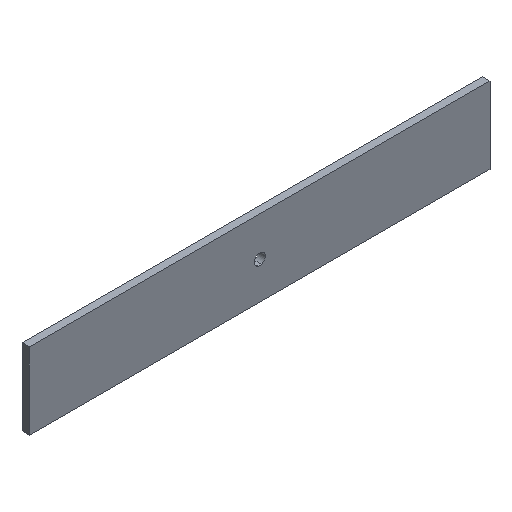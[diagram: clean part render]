
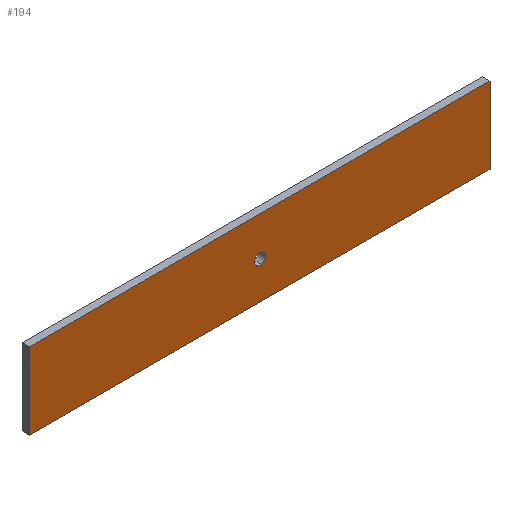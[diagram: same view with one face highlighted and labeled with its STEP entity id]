
A CAD part, isometric view. The second image highlights one B-rep face of the part: STEP entity #194.
In plain terms, the highlighted planar face has unit normal (0, -1, 0).
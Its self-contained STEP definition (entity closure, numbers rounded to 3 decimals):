
#20=FACE_BOUND('',#48,.T.);
#22=CIRCLE('',#213,6.);
#24=CIRCLE('',#217,6.);
#36=FACE_OUTER_BOUND('',#47,.T.);
#47=EDGE_LOOP('',(#169,#170,#171,#172));
#48=EDGE_LOOP('',(#173,#174,#175,#176));
#51=LINE('',#288,#71);
#56=LINE('',#301,#76);
#57=LINE('',#308,#77);
#61=LINE('',#316,#81);
#64=LINE('',#322,#84);
#67=LINE('',#327,#87);
#71=VECTOR('',#233,10.);
#76=VECTOR('',#246,10.);
#77=VECTOR('',#255,10.);
#81=VECTOR('',#261,10.);
#84=VECTOR('',#266,10.);
#87=VECTOR('',#271,10.);
#91=VERTEX_POINT('',#285);
#92=VERTEX_POINT('',#287);
#94=VERTEX_POINT('',#293);
#96=VERTEX_POINT('',#299);
#97=VERTEX_POINT('',#306);
#98=VERTEX_POINT('',#307);
#101=VERTEX_POINT('',#315);
#103=VERTEX_POINT('',#321);
#107=EDGE_CURVE('',#92,#91,#51,.T.);
#111=EDGE_CURVE('',#91,#94,#22,.T.);
#114=EDGE_CURVE('',#94,#96,#56,.T.);
#116=EDGE_CURVE('',#96,#92,#24,.T.);
#117=EDGE_CURVE('',#97,#98,#57,.T.);
#121=EDGE_CURVE('',#101,#97,#61,.T.);
#124=EDGE_CURVE('',#98,#103,#64,.T.);
#127=EDGE_CURVE('',#103,#101,#67,.T.);
#169=ORIENTED_EDGE('',*,*,#127,.T.);
#170=ORIENTED_EDGE('',*,*,#121,.T.);
#171=ORIENTED_EDGE('',*,*,#117,.T.);
#172=ORIENTED_EDGE('',*,*,#124,.T.);
#173=ORIENTED_EDGE('',*,*,#107,.T.);
#174=ORIENTED_EDGE('',*,*,#111,.T.);
#175=ORIENTED_EDGE('',*,*,#114,.T.);
#176=ORIENTED_EDGE('',*,*,#116,.T.);
#184=PLANE('',#223);
#194=ADVANCED_FACE('',(#36,#20),#184,.F.);
#213=AXIS2_PLACEMENT_3D('',#295,#240,#241);
#217=AXIS2_PLACEMENT_3D('',#304,#251,#252);
#223=AXIS2_PLACEMENT_3D('',#330,#275,#276);
#233=DIRECTION('',(1.,0.,0.));
#240=DIRECTION('center_axis',(0.,1.,0.));
#241=DIRECTION('ref_axis',(-1.,0.,0.));
#246=DIRECTION('',(-1.,0.,0.));
#251=DIRECTION('center_axis',(0.,1.,0.));
#252=DIRECTION('ref_axis',(-1.,0.,0.));
#255=DIRECTION('',(0.,0.,1.));
#261=DIRECTION('',(1.,0.,0.));
#266=DIRECTION('',(-1.,0.,0.));
#271=DIRECTION('',(0.,0.,-1.));
#275=DIRECTION('center_axis',(0.,1.,0.));
#276=DIRECTION('ref_axis',(-1.,0.,0.));
#285=CARTESIAN_POINT('',(221.122,223.272,24.201));
#287=CARTESIAN_POINT('',(217.694,223.272,24.201));
#288=CARTESIAN_POINT('',(218.265,223.272,24.201));
#293=CARTESIAN_POINT('',(221.122,223.272,12.701));
#295=CARTESIAN_POINT('Origin',(219.408,223.272,18.451));
#299=CARTESIAN_POINT('',(217.694,223.272,12.701));
#301=CARTESIAN_POINT('',(216.551,223.272,12.701));
#304=CARTESIAN_POINT('Origin',(219.408,223.272,18.451));
#306=CARTESIAN_POINT('',(468.721,223.272,-21.942));
#307=CARTESIAN_POINT('',(468.721,223.272,60.867));
#308=CARTESIAN_POINT('',(468.721,223.272,-21.942));
#315=CARTESIAN_POINT('',(-29.905,223.272,-21.942));
#316=CARTESIAN_POINT('',(-29.905,223.272,-21.942));
#321=CARTESIAN_POINT('',(-29.905,223.272,60.867));
#322=CARTESIAN_POINT('',(468.721,223.272,60.867));
#327=CARTESIAN_POINT('',(-29.905,223.272,60.867));
#330=CARTESIAN_POINT('Origin',(215.408,223.272,19.463));
